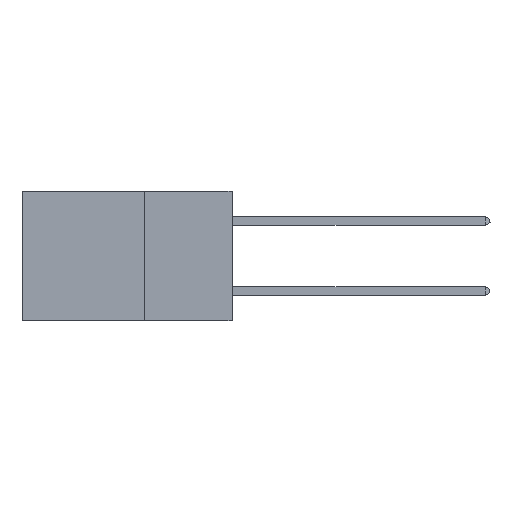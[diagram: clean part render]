
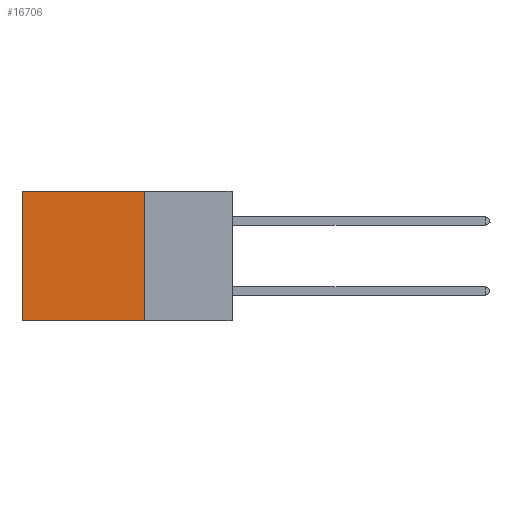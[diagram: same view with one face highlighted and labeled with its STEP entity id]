
A CAD part, left-side view. The second image highlights one B-rep face of the part: STEP entity #16706.
In plain terms, the highlighted planar face has unit normal (-1, 0, 0).
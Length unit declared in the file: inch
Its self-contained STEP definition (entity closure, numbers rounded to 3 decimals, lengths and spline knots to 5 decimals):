
#386 = CARTESIAN_POINT ( 'NONE',  ( 0.2875, 0.6, 0. ) ) ;
#2121 = CARTESIAN_POINT ( 'NONE',  ( 0.2875, 0.6, 0. ) ) ;
#2318 = ORIENTED_EDGE ( 'NONE', *, *, #10546, .F. ) ;
#2902 = CARTESIAN_POINT ( 'NONE',  ( 0.2875, 0.25, 0. ) ) ;
#2904 = EDGE_CURVE ( 'NONE', #7960, #11637, #18039, .T. ) ;
#3124 = DIRECTION ( 'NONE',  ( 0., 1., 0. ) ) ;
#4268 = ORIENTED_EDGE ( 'NONE', *, *, #10267, .T. ) ;
#4582 = CARTESIAN_POINT ( 'NONE',  ( 0.2875, 0.25, -0.37 ) ) ;
#5088 = ORIENTED_EDGE ( 'NONE', *, *, #14950, .F. ) ;
#5337 = CARTESIAN_POINT ( 'NONE',  ( 0.2875, 0.25, 0. ) ) ;
#6351 = DIRECTION ( 'NONE',  ( 0., 1., 0. ) ) ;
#6862 = VERTEX_POINT ( 'NONE', #10333 ) ;
#6903 = VECTOR ( 'NONE', #7059, 39.37008 ) ;
#7059 = DIRECTION ( 'NONE',  ( 0., 0., -1. ) ) ;
#7340 = LINE ( 'NONE', #14387, #16771 ) ;
#7462 = LINE ( 'NONE', #2121, #6903 ) ;
#7960 = VERTEX_POINT ( 'NONE', #2902 ) ;
#8893 = DIRECTION ( 'NONE',  ( 0., 0., -1. ) ) ;
#10267 = EDGE_CURVE ( 'NONE', #11637, #22909, #7462, .T. ) ;
#10333 = CARTESIAN_POINT ( 'NONE',  ( 0.2875, 0.25, -0.37 ) ) ;
#10546 = EDGE_CURVE ( 'NONE', #6862, #22909, #20739, .T. ) ;
#10576 = AXIS2_PLACEMENT_3D ( 'NONE', #5337, #19524, #8893 ) ;
#11637 = VERTEX_POINT ( 'NONE', #386 ) ;
#12394 = PLANE ( 'NONE',  #10576 ) ;
#12687 = DIRECTION ( 'NONE',  ( 0., 0., -1. ) ) ;
#13739 = CARTESIAN_POINT ( 'NONE',  ( 0.2875, 0.25, 0. ) ) ;
#14387 = CARTESIAN_POINT ( 'NONE',  ( 0.2875, 0.25, 0. ) ) ;
#14927 = VECTOR ( 'NONE', #6351, 39.37008 ) ;
#14950 = EDGE_CURVE ( 'NONE', #7960, #6862, #7340, .T. ) ;
#15090 = EDGE_LOOP ( 'NONE', ( #4268, #2318, #5088, #20413 ) ) ;
#15877 = CARTESIAN_POINT ( 'NONE',  ( 0.2875, 0.6, -0.37 ) ) ;
#16706 = ADVANCED_FACE ( 'NONE', ( #17785 ), #12394, .F. ) ;
#16771 = VECTOR ( 'NONE', #12687, 39.37008 ) ;
#17785 = FACE_OUTER_BOUND ( 'NONE', #15090, .T. ) ;
#18039 = LINE ( 'NONE', #13739, #18593 ) ;
#18593 = VECTOR ( 'NONE', #3124, 39.37008 ) ;
#19524 = DIRECTION ( 'NONE',  ( 1., 0., 0. ) ) ;
#20413 = ORIENTED_EDGE ( 'NONE', *, *, #2904, .T. ) ;
#20739 = LINE ( 'NONE', #4582, #14927 ) ;
#22909 = VERTEX_POINT ( 'NONE', #15877 ) ;
